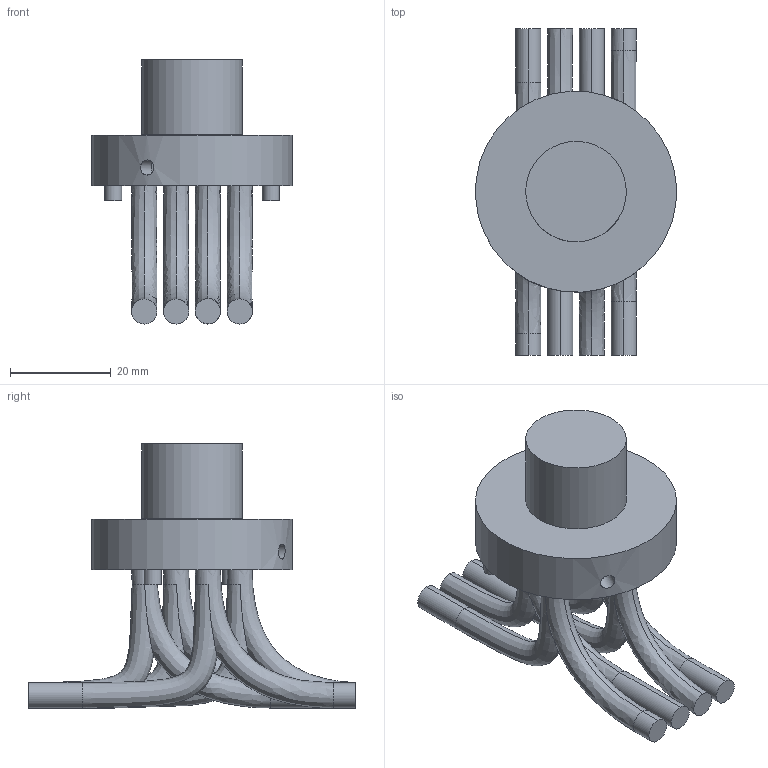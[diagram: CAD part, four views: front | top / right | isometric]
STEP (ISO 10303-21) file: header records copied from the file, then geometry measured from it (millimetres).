
FILE_DESCRIPTION(/* description */ (''),/* implementation_level */ '2;1');
FILE_NAME(/* name */ 'Input-Dial-Pipe.step',/* time_stamp */ '2022-04-06T17:31:40+01:00',/* author */ (''),/* organization */ (''),/* preprocessor_version */ 'ST-DEVELOPER v18.1',/* originating_system */ 'Autodesk Translation Framework v10.13.0.1454',/* authorisation */ '');
FILE_SCHEMA (('AUTOMOTIVE_DESIGN { 1 0 10303 214 3 1 1 }'));
Length unit declared in the file: millimetre
Products named in the file (1): Dial_for Plug-in
Bounding box: 39.93 x 64.97 x 52.5 mm (x, y, z)
Volume: 20310.8 mm3; surface area: 13620.1 mm2
Topology: 9 solids, 9 shells, 106 faces, 243 edges, 160 vertices
Faces by surface type: plane 45, bspline 30, cylinder 29, sphere 2
Full cylindrical faces by diameter (mm): 3 x4, 3.4 x2, 8 x1, 8.6 x1, 20 x1, 40 x1
Entity records: 7378 total; most frequent: CARTESIAN_POINT 5123, ORIENTED_EDGE 484, DIRECTION 375, EDGE_CURVE 242, VERTEX_POINT 160, AXIS2_PLACEMENT_3D 141, EDGE_LOOP 120, FACE_OUTER_BOUND 106
